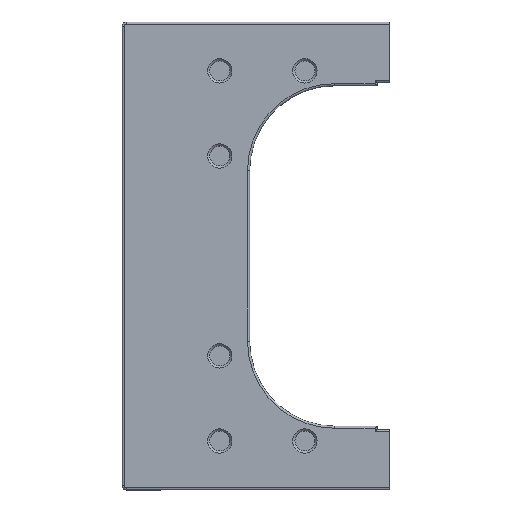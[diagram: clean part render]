
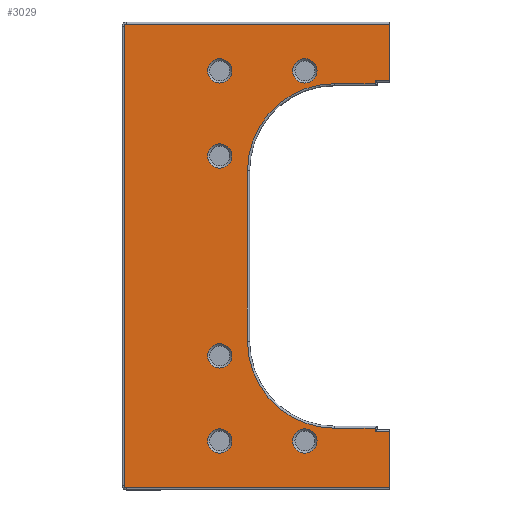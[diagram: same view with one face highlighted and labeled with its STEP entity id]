
A CAD part, top view. The second image highlights one B-rep face of the part: STEP entity #3029.
In plain terms, the highlighted planar face has unit normal (0, 0, 1).
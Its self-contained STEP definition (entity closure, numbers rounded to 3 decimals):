
#147=FACE_BOUND('',#671,.T.);
#148=FACE_BOUND('',#672,.T.);
#149=FACE_BOUND('',#673,.T.);
#150=FACE_BOUND('',#674,.T.);
#151=FACE_BOUND('',#675,.T.);
#152=FACE_BOUND('',#676,.T.);
#239=CIRCLE('',#3287,0.5);
#245=CIRCLE('',#3293,0.5);
#294=CIRCLE('',#3363,20.5);
#295=CIRCLE('',#3364,20.5);
#296=CIRCLE('',#3365,2.85);
#297=CIRCLE('',#3366,2.85);
#298=CIRCLE('',#3367,2.85);
#299=CIRCLE('',#3368,2.85);
#300=CIRCLE('',#3369,2.85);
#301=CIRCLE('',#3370,2.85);
#456=FACE_OUTER_BOUND('',#670,.T.);
#670=EDGE_LOOP('',(#2379,#2380,#2381,#2382,#2383,#2384,#2385,#2386,#2387,
#2388,#2389,#2390,#2391,#2392,#2393,#2394));
#671=EDGE_LOOP('',(#2395));
#672=EDGE_LOOP('',(#2396));
#673=EDGE_LOOP('',(#2397));
#674=EDGE_LOOP('',(#2398));
#675=EDGE_LOOP('',(#2399));
#676=EDGE_LOOP('',(#2400));
#926=LINE('',#5130,#1165);
#927=LINE('',#5132,#1166);
#928=LINE('',#5134,#1167);
#929=LINE('',#5136,#1168);
#930=LINE('',#5138,#1169);
#931=LINE('',#5140,#1170);
#932=LINE('',#5144,#1171);
#933=LINE('',#5148,#1172);
#934=LINE('',#5150,#1173);
#935=LINE('',#5152,#1174);
#936=LINE('',#5154,#1175);
#937=LINE('',#5155,#1176);
#1165=VECTOR('',#4069,10.);
#1166=VECTOR('',#4070,10.);
#1167=VECTOR('',#4071,10.);
#1168=VECTOR('',#4072,10.);
#1169=VECTOR('',#4073,10.);
#1170=VECTOR('',#4074,10.);
#1171=VECTOR('',#4077,10.);
#1172=VECTOR('',#4080,10.);
#1173=VECTOR('',#4081,10.);
#1174=VECTOR('',#4082,10.);
#1175=VECTOR('',#4083,10.);
#1176=VECTOR('',#4084,10.);
#1411=VERTEX_POINT('',#4954);
#1412=VERTEX_POINT('',#4956);
#1413=VERTEX_POINT('',#4969);
#1415=VERTEX_POINT('',#4973);
#1462=VERTEX_POINT('',#5131);
#1463=VERTEX_POINT('',#5133);
#1464=VERTEX_POINT('',#5135);
#1465=VERTEX_POINT('',#5137);
#1466=VERTEX_POINT('',#5139);
#1467=VERTEX_POINT('',#5141);
#1468=VERTEX_POINT('',#5143);
#1469=VERTEX_POINT('',#5145);
#1470=VERTEX_POINT('',#5147);
#1471=VERTEX_POINT('',#5149);
#1472=VERTEX_POINT('',#5151);
#1473=VERTEX_POINT('',#5153);
#1474=VERTEX_POINT('',#5156);
#1475=VERTEX_POINT('',#5158);
#1476=VERTEX_POINT('',#5160);
#1477=VERTEX_POINT('',#5162);
#1478=VERTEX_POINT('',#5164);
#1479=VERTEX_POINT('',#5166);
#1726=EDGE_CURVE('',#1411,#1412,#239,.T.);
#1732=EDGE_CURVE('',#1415,#1413,#245,.T.);
#1802=EDGE_CURVE('',#1413,#1411,#926,.T.);
#1803=EDGE_CURVE('',#1462,#1415,#927,.T.);
#1804=EDGE_CURVE('',#1463,#1462,#928,.T.);
#1805=EDGE_CURVE('',#1464,#1463,#929,.T.);
#1806=EDGE_CURVE('',#1465,#1464,#930,.T.);
#1807=EDGE_CURVE('',#1466,#1465,#931,.T.);
#1808=EDGE_CURVE('',#1467,#1466,#294,.T.);
#1809=EDGE_CURVE('',#1468,#1467,#932,.T.);
#1810=EDGE_CURVE('',#1469,#1468,#295,.T.);
#1811=EDGE_CURVE('',#1470,#1469,#933,.T.);
#1812=EDGE_CURVE('',#1471,#1470,#934,.T.);
#1813=EDGE_CURVE('',#1472,#1471,#935,.T.);
#1814=EDGE_CURVE('',#1473,#1472,#936,.T.);
#1815=EDGE_CURVE('',#1412,#1473,#937,.T.);
#1816=EDGE_CURVE('',#1474,#1474,#296,.T.);
#1817=EDGE_CURVE('',#1475,#1475,#297,.T.);
#1818=EDGE_CURVE('',#1476,#1476,#298,.T.);
#1819=EDGE_CURVE('',#1477,#1477,#299,.T.);
#1820=EDGE_CURVE('',#1478,#1478,#300,.T.);
#1821=EDGE_CURVE('',#1479,#1479,#301,.T.);
#2379=ORIENTED_EDGE('',*,*,#1726,.F.);
#2380=ORIENTED_EDGE('',*,*,#1802,.F.);
#2381=ORIENTED_EDGE('',*,*,#1732,.F.);
#2382=ORIENTED_EDGE('',*,*,#1803,.F.);
#2383=ORIENTED_EDGE('',*,*,#1804,.F.);
#2384=ORIENTED_EDGE('',*,*,#1805,.F.);
#2385=ORIENTED_EDGE('',*,*,#1806,.F.);
#2386=ORIENTED_EDGE('',*,*,#1807,.F.);
#2387=ORIENTED_EDGE('',*,*,#1808,.F.);
#2388=ORIENTED_EDGE('',*,*,#1809,.F.);
#2389=ORIENTED_EDGE('',*,*,#1810,.F.);
#2390=ORIENTED_EDGE('',*,*,#1811,.F.);
#2391=ORIENTED_EDGE('',*,*,#1812,.F.);
#2392=ORIENTED_EDGE('',*,*,#1813,.F.);
#2393=ORIENTED_EDGE('',*,*,#1814,.F.);
#2394=ORIENTED_EDGE('',*,*,#1815,.F.);
#2395=ORIENTED_EDGE('',*,*,#1816,.F.);
#2396=ORIENTED_EDGE('',*,*,#1817,.F.);
#2397=ORIENTED_EDGE('',*,*,#1818,.F.);
#2398=ORIENTED_EDGE('',*,*,#1819,.F.);
#2399=ORIENTED_EDGE('',*,*,#1820,.F.);
#2400=ORIENTED_EDGE('',*,*,#1821,.F.);
#2908=PLANE('',#3362);
#3029=ADVANCED_FACE('',(#456,#147,#148,#149,#150,#151,#152),#2908,.F.);
#3287=AXIS2_PLACEMENT_3D('',#4957,#3896,#3897);
#3293=AXIS2_PLACEMENT_3D('',#4975,#3908,#3909);
#3362=AXIS2_PLACEMENT_3D('',#5129,#4067,#4068);
#3363=AXIS2_PLACEMENT_3D('',#5142,#4075,#4076);
#3364=AXIS2_PLACEMENT_3D('',#5146,#4078,#4079);
#3365=AXIS2_PLACEMENT_3D('',#5157,#4085,#4086);
#3366=AXIS2_PLACEMENT_3D('',#5159,#4087,#4088);
#3367=AXIS2_PLACEMENT_3D('',#5161,#4089,#4090);
#3368=AXIS2_PLACEMENT_3D('',#5163,#4091,#4092);
#3369=AXIS2_PLACEMENT_3D('',#5165,#4093,#4094);
#3370=AXIS2_PLACEMENT_3D('',#5167,#4095,#4096);
#3896=DIRECTION('center_axis',(0.,0.,-1.));
#3897=DIRECTION('ref_axis',(-0.707,0.707,0.));
#3908=DIRECTION('center_axis',(0.,0.,-1.));
#3909=DIRECTION('ref_axis',(-0.707,-0.707,0.));
#4067=DIRECTION('center_axis',(0.,0.,-1.));
#4068=DIRECTION('ref_axis',(1.,0.,0.));
#4069=DIRECTION('',(0.,1.,0.));
#4070=DIRECTION('',(-1.,0.,0.));
#4071=DIRECTION('',(0.,-1.,0.));
#4072=DIRECTION('',(1.,0.,0.));
#4073=DIRECTION('',(0.,-1.,0.));
#4074=DIRECTION('',(1.,0.,0.));
#4075=DIRECTION('center_axis',(0.,0.,1.));
#4076=DIRECTION('ref_axis',(-0.707,-0.707,0.));
#4077=DIRECTION('',(0.,-1.,0.));
#4078=DIRECTION('center_axis',(0.,0.,1.));
#4079=DIRECTION('ref_axis',(-0.707,0.707,0.));
#4080=DIRECTION('',(-1.,0.,0.));
#4081=DIRECTION('',(0.,-1.,0.));
#4082=DIRECTION('',(-1.,0.,0.));
#4083=DIRECTION('',(0.,-1.,0.));
#4084=DIRECTION('',(1.,0.,0.));
#4085=DIRECTION('center_axis',(0.,0.,1.));
#4086=DIRECTION('ref_axis',(-1.,0.,0.));
#4087=DIRECTION('center_axis',(0.,0.,1.));
#4088=DIRECTION('ref_axis',(-1.,0.,0.));
#4089=DIRECTION('center_axis',(0.,0.,1.));
#4090=DIRECTION('ref_axis',(-1.,0.,0.));
#4091=DIRECTION('center_axis',(0.,0.,1.));
#4092=DIRECTION('ref_axis',(-1.,0.,0.));
#4093=DIRECTION('center_axis',(0.,0.,1.));
#4094=DIRECTION('ref_axis',(-1.,0.,0.));
#4095=DIRECTION('center_axis',(0.,0.,1.));
#4096=DIRECTION('ref_axis',(-1.,0.,0.));
#4954=CARTESIAN_POINT('',(-52.5,54.,0.));
#4956=CARTESIAN_POINT('',(-52.,54.5,0.));
#4957=CARTESIAN_POINT('Origin',(-52.,54.,0.));
#4969=CARTESIAN_POINT('',(-52.5,-54.,0.));
#4973=CARTESIAN_POINT('',(-52.,-54.5,0.));
#4975=CARTESIAN_POINT('Origin',(-52.,-54.,0.));
#5129=CARTESIAN_POINT('Origin',(-48.,0.,0.));
#5130=CARTESIAN_POINT('',(-52.5,-27.5,0.));
#5131=CARTESIAN_POINT('',(10.,-54.5,0.));
#5132=CARTESIAN_POINT('',(-45.5,-54.5,0.));
#5133=CARTESIAN_POINT('',(10.,-41.3,0.));
#5134=CARTESIAN_POINT('',(10.,60.947,0.));
#5135=CARTESIAN_POINT('',(6.5,-41.3,0.));
#5136=CARTESIAN_POINT('',(-20.5,-41.3,0.));
#5137=CARTESIAN_POINT('',(6.5,-40.5,0.));
#5138=CARTESIAN_POINT('',(6.5,-20.,0.));
#5139=CARTESIAN_POINT('',(-3.,-40.5,0.));
#5140=CARTESIAN_POINT('',(-45.5,-40.5,0.));
#5141=CARTESIAN_POINT('',(-23.5,-20.,0.));
#5142=CARTESIAN_POINT('Origin',(-3.,-20.,0.));
#5143=CARTESIAN_POINT('',(-23.5,20.,0.));
#5144=CARTESIAN_POINT('',(-23.5,20.,0.));
#5145=CARTESIAN_POINT('',(-3.,40.5,0.));
#5146=CARTESIAN_POINT('Origin',(-3.,20.,0.));
#5147=CARTESIAN_POINT('',(6.5,40.5,0.));
#5148=CARTESIAN_POINT('',(-19.,40.5,0.));
#5149=CARTESIAN_POINT('',(6.5,41.3,0.));
#5150=CARTESIAN_POINT('',(6.5,27.5,0.));
#5151=CARTESIAN_POINT('',(10.,41.3,0.));
#5152=CARTESIAN_POINT('',(-19.,41.3,0.));
#5153=CARTESIAN_POINT('',(10.,54.5,0.));
#5154=CARTESIAN_POINT('',(10.,60.947,0.));
#5155=CARTESIAN_POINT('',(-50.5,54.5,0.));
#5156=CARTESIAN_POINT('',(-27.15,43.5,0.));
#5157=CARTESIAN_POINT('Origin',(-30.,43.5,0.));
#5158=CARTESIAN_POINT('',(-27.15,-23.5,0.));
#5159=CARTESIAN_POINT('Origin',(-30.,-23.5,0.));
#5160=CARTESIAN_POINT('',(-7.15,-43.5,0.));
#5161=CARTESIAN_POINT('Origin',(-10.,-43.5,0.));
#5162=CARTESIAN_POINT('',(-27.15,-43.5,0.));
#5163=CARTESIAN_POINT('Origin',(-30.,-43.5,0.));
#5164=CARTESIAN_POINT('',(-7.15,43.5,0.));
#5165=CARTESIAN_POINT('Origin',(-10.,43.5,0.));
#5166=CARTESIAN_POINT('',(-27.15,23.5,0.));
#5167=CARTESIAN_POINT('Origin',(-30.,23.5,0.));
